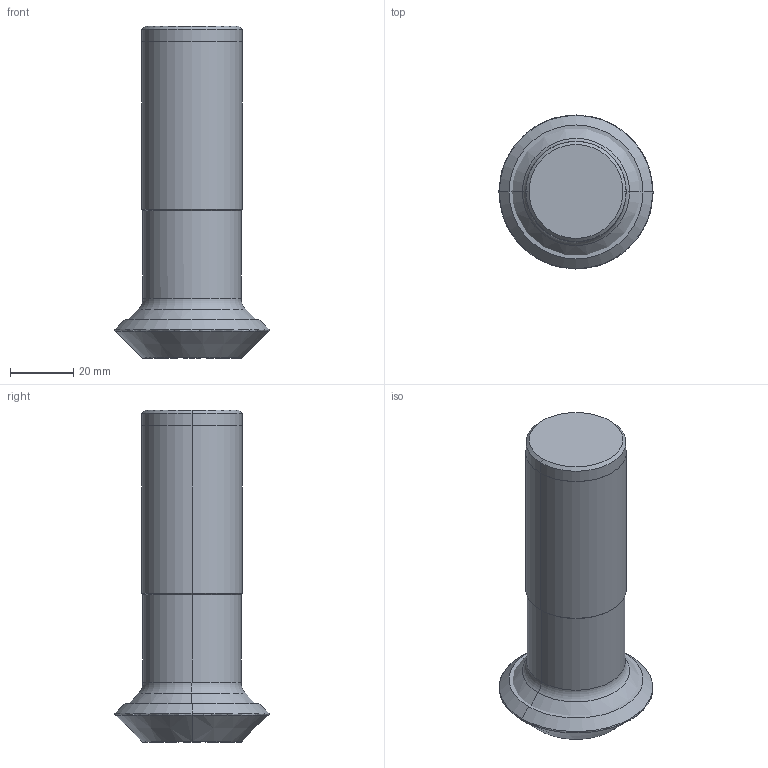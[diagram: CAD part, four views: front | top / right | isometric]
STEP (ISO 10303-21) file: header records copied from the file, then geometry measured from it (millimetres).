
FILE_DESCRIPTION(/* description */ (''),/* implementation_level */ '2;1');
FILE_NAME(/* name */ 'CFSPR203W20_IR0_016.stp',/* time_stamp */ '2025-07-08T15:39:18+09:00',/* author */ (''),/* organization */ (''),/* preprocessor_version */ 'ST-DEVELOPER v18.101',/* originating_system */ 'SIEMENS PLM Software NX 2011',/* authorisation */ '');
FILE_SCHEMA (('AUTOMOTIVE_DESIGN { 1 0 10303 214 3 1 1 1 }'));
Length unit declared in the file: millimetre
Products named in the file (1): CFSPR203W20_IR0_016_ASM
Bounding box: 48.72 x 48.72 x 104.93 mm (x, y, z)
Volume: 100462.5 mm3; surface area: 17377.9 mm2
Topology: 2 solids, 2 shells, 36 faces, 88 edges, 65 vertices
Faces by surface type: cone 16, torus 8, cylinder 8, plane 4
Entity records: 1216 total; most frequent: DIRECTION 227, CARTESIAN_POINT 217, ORIENTED_EDGE 160, AXIS2_PLACEMENT_3D 99, EDGE_CURVE 80, CIRCLE 55, VERTEX_POINT 48, EDGE_LOOP 38
